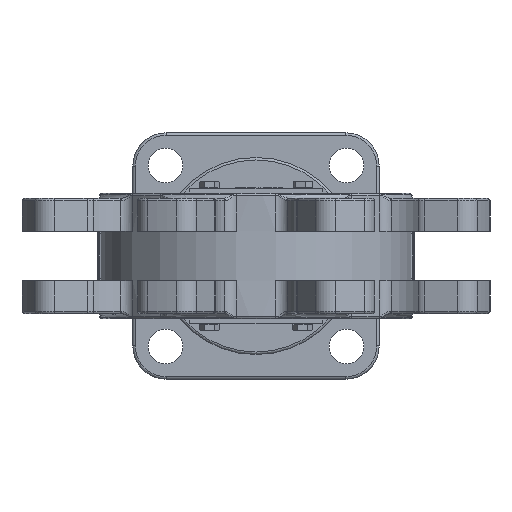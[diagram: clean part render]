
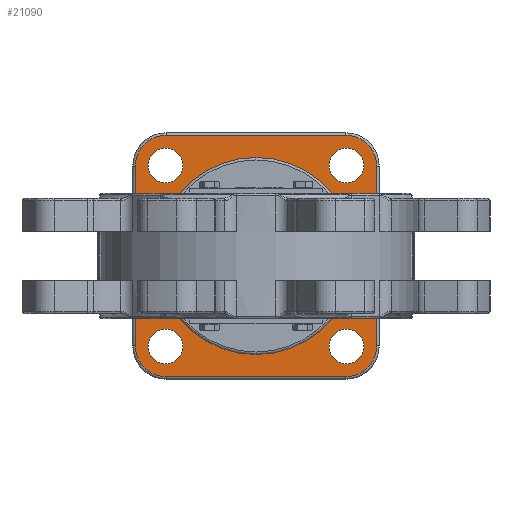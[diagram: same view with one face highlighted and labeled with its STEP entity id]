
A CAD part, front view. The second image highlights one B-rep face of the part: STEP entity #21090.
In plain terms, the highlighted planar face has unit normal (0, -1, 0).
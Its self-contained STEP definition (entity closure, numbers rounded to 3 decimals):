
#888=FACE_BOUND('',#3625,.T.);
#889=FACE_BOUND('',#3626,.T.);
#890=FACE_BOUND('',#3627,.T.);
#891=FACE_BOUND('',#3628,.T.);
#892=FACE_BOUND('',#3629,.T.);
#1129=PLANE('',#24019);
#2323=FACE_OUTER_BOUND('',#3624,.T.);
#3624=EDGE_LOOP('',(#17877,#17878,#17879,#17880,#17881,#17882,#17883,#17884));
#3625=EDGE_LOOP('',(#17885));
#3626=EDGE_LOOP('',(#17886));
#3627=EDGE_LOOP('',(#17887));
#3628=EDGE_LOOP('',(#17888));
#3629=EDGE_LOOP('',(#17889));
#5304=CIRCLE('',#23988,40.);
#5308=CIRCLE('',#23993,12.5);
#5311=CIRCLE('',#23998,12.5);
#5315=CIRCLE('',#24004,12.5);
#5319=CIRCLE('',#24010,12.5);
#5323=CIRCLE('',#24020,7.);
#5324=CIRCLE('',#24021,7.);
#5325=CIRCLE('',#24022,7.);
#5326=CIRCLE('',#24023,7.);
#6398=LINE('',#38721,#7496);
#6400=LINE('',#38733,#7498);
#6402=LINE('',#38745,#7500);
#6404=LINE('',#38754,#7502);
#7496=VECTOR('',#30544,10.);
#7498=VECTOR('',#30558,10.);
#7500=VECTOR('',#30572,10.);
#7502=VECTOR('',#30584,10.);
#9218=VERTEX_POINT('',#38705);
#9219=VERTEX_POINT('',#38709);
#9222=VERTEX_POINT('',#38714);
#9224=VERTEX_POINT('',#38719);
#9226=VERTEX_POINT('',#38725);
#9228=VERTEX_POINT('',#38731);
#9230=VERTEX_POINT('',#38737);
#9232=VERTEX_POINT('',#38743);
#9234=VERTEX_POINT('',#38749);
#9240=VERTEX_POINT('',#38775);
#9241=VERTEX_POINT('',#38777);
#9242=VERTEX_POINT('',#38779);
#9243=VERTEX_POINT('',#38781);
#12106=EDGE_CURVE('',#9218,#9218,#5304,.T.);
#12110=EDGE_CURVE('',#9222,#9219,#5308,.T.);
#12112=EDGE_CURVE('',#9224,#9222,#6398,.T.);
#12115=EDGE_CURVE('',#9226,#9224,#5311,.T.);
#12118=EDGE_CURVE('',#9228,#9226,#6400,.T.);
#12121=EDGE_CURVE('',#9230,#9228,#5315,.T.);
#12124=EDGE_CURVE('',#9232,#9230,#6402,.T.);
#12127=EDGE_CURVE('',#9234,#9232,#5319,.T.);
#12129=EDGE_CURVE('',#9219,#9234,#6404,.T.);
#12140=EDGE_CURVE('',#9240,#9240,#5323,.T.);
#12141=EDGE_CURVE('',#9241,#9241,#5324,.T.);
#12142=EDGE_CURVE('',#9242,#9242,#5325,.T.);
#12143=EDGE_CURVE('',#9243,#9243,#5326,.T.);
#17877=ORIENTED_EDGE('',*,*,#12110,.F.);
#17878=ORIENTED_EDGE('',*,*,#12112,.F.);
#17879=ORIENTED_EDGE('',*,*,#12115,.F.);
#17880=ORIENTED_EDGE('',*,*,#12118,.F.);
#17881=ORIENTED_EDGE('',*,*,#12121,.F.);
#17882=ORIENTED_EDGE('',*,*,#12124,.F.);
#17883=ORIENTED_EDGE('',*,*,#12127,.F.);
#17884=ORIENTED_EDGE('',*,*,#12129,.F.);
#17885=ORIENTED_EDGE('',*,*,#12140,.T.);
#17886=ORIENTED_EDGE('',*,*,#12141,.T.);
#17887=ORIENTED_EDGE('',*,*,#12142,.T.);
#17888=ORIENTED_EDGE('',*,*,#12143,.T.);
#17889=ORIENTED_EDGE('',*,*,#12106,.T.);
#21090=ADVANCED_FACE('',(#2323,#888,#889,#890,#891,#892),#1129,.T.);
#23988=AXIS2_PLACEMENT_3D('',#38707,#30528,#30529);
#23993=AXIS2_PLACEMENT_3D('',#38716,#30538,#30539);
#23998=AXIS2_PLACEMENT_3D('',#38727,#30550,#30551);
#24004=AXIS2_PLACEMENT_3D('',#38739,#30564,#30565);
#24010=AXIS2_PLACEMENT_3D('',#38751,#30578,#30579);
#24019=AXIS2_PLACEMENT_3D('',#38774,#30605,#30606);
#24020=AXIS2_PLACEMENT_3D('',#38776,#30607,#30608);
#24021=AXIS2_PLACEMENT_3D('',#38778,#30609,#30610);
#24022=AXIS2_PLACEMENT_3D('',#38780,#30611,#30612);
#24023=AXIS2_PLACEMENT_3D('',#38782,#30613,#30614);
#30528=DIRECTION('center_axis',(0.,1.,0.));
#30529=DIRECTION('ref_axis',(1.,0.,0.));
#30538=DIRECTION('center_axis',(0.,1.,0.));
#30539=DIRECTION('ref_axis',(-0.707,0.,0.707));
#30544=DIRECTION('',(0.,0.,1.));
#30550=DIRECTION('center_axis',(0.,1.,0.));
#30551=DIRECTION('ref_axis',(-0.707,0.,-0.707));
#30558=DIRECTION('',(-1.,0.,0.));
#30564=DIRECTION('center_axis',(0.,1.,0.));
#30565=DIRECTION('ref_axis',(0.707,0.,-0.707));
#30572=DIRECTION('',(0.,0.,-1.));
#30578=DIRECTION('center_axis',(0.,1.,0.));
#30579=DIRECTION('ref_axis',(0.707,0.,0.707));
#30584=DIRECTION('',(1.,0.,0.));
#30605=DIRECTION('center_axis',(0.,-1.,0.));
#30606=DIRECTION('ref_axis',(0.,0.,-1.));
#30607=DIRECTION('center_axis',(0.,1.,0.));
#30608=DIRECTION('ref_axis',(-1.,0.,0.));
#30609=DIRECTION('center_axis',(0.,1.,0.));
#30610=DIRECTION('ref_axis',(-1.,0.,0.));
#30611=DIRECTION('center_axis',(0.,1.,0.));
#30612=DIRECTION('ref_axis',(-1.,0.,0.));
#30613=DIRECTION('center_axis',(0.,1.,0.));
#30614=DIRECTION('ref_axis',(-1.,0.,0.));
#38705=CARTESIAN_POINT('',(-40.,-11.,0.));
#38707=CARTESIAN_POINT('Origin',(0.,-11.,0.));
#38709=CARTESIAN_POINT('',(-36.5,-11.,49.));
#38714=CARTESIAN_POINT('',(-49.,-11.,36.5));
#38716=CARTESIAN_POINT('Origin',(-36.5,-11.,36.5));
#38719=CARTESIAN_POINT('',(-49.,-11.,-36.5));
#38721=CARTESIAN_POINT('',(-49.,-11.,-18.25));
#38725=CARTESIAN_POINT('',(-36.5,-11.,-49.));
#38727=CARTESIAN_POINT('Origin',(-36.5,-11.,-36.5));
#38731=CARTESIAN_POINT('',(36.5,-11.,-49.));
#38733=CARTESIAN_POINT('',(18.25,-11.,-49.));
#38737=CARTESIAN_POINT('',(49.,-11.,-36.5));
#38739=CARTESIAN_POINT('Origin',(36.5,-11.,-36.5));
#38743=CARTESIAN_POINT('',(49.,-11.,36.5));
#38745=CARTESIAN_POINT('',(49.,-11.,18.25));
#38749=CARTESIAN_POINT('',(36.5,-11.,49.));
#38751=CARTESIAN_POINT('Origin',(36.5,-11.,36.5));
#38754=CARTESIAN_POINT('',(-18.25,-11.,49.));
#38774=CARTESIAN_POINT('Origin',(0.,-11.,0.));
#38775=CARTESIAN_POINT('',(29.77,-11.,36.77));
#38776=CARTESIAN_POINT('Origin',(36.77,-11.,36.77));
#38777=CARTESIAN_POINT('',(-43.77,-11.,36.77));
#38778=CARTESIAN_POINT('Origin',(-36.77,-11.,36.77));
#38779=CARTESIAN_POINT('',(-43.77,-11.,-36.77));
#38780=CARTESIAN_POINT('Origin',(-36.77,-11.,-36.77));
#38781=CARTESIAN_POINT('',(29.77,-11.,-36.77));
#38782=CARTESIAN_POINT('Origin',(36.77,-11.,-36.77));
